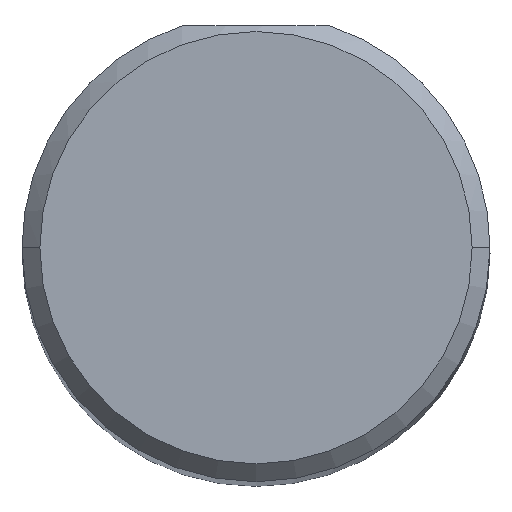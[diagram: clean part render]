
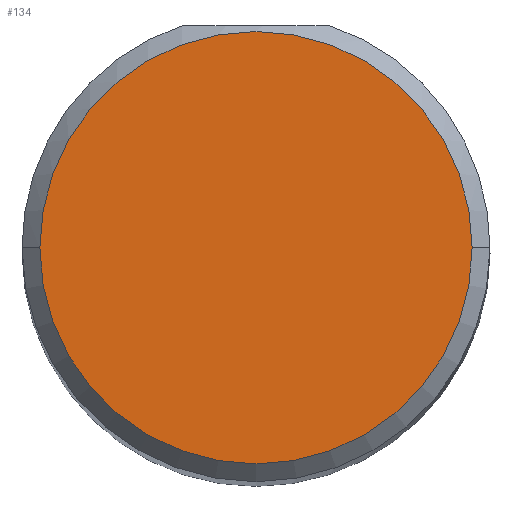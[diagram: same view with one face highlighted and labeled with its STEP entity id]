
A CAD part, top view. The second image highlights one B-rep face of the part: STEP entity #134.
In plain terms, the highlighted planar face has unit normal (0, 0, 1).
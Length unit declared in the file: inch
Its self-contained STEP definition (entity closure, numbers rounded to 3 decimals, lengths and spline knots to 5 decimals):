
#48 = AXIS2_PLACEMENT_3D ( 'NONE', #67, #368, #157 ) ;
#58 = DIRECTION ( 'NONE',  ( 1., 0., 0. ) ) ;
#67 = CARTESIAN_POINT ( 'NONE',  ( 0., 0., 2.83465 ) ) ;
#82 = EDGE_LOOP ( 'NONE', ( #502, #205 ) ) ;
#95 = DIRECTION ( 'NONE',  ( 0., 0., 1. ) ) ;
#109 = CIRCLE ( 'NONE', #411, 0.18185 ) ;
#112 = DIRECTION ( 'NONE',  ( 1., 0., 0. ) ) ;
#114 = CARTESIAN_POINT ( 'NONE',  ( 0., 0., 2.83465 ) ) ;
#131 = EDGE_CURVE ( 'NONE', #170, #514, #109, .T. ) ;
#134 = ADVANCED_FACE ( 'NONE', ( #402 ), #525, .T. ) ;
#157 = DIRECTION ( 'NONE',  ( 1., 0., 0. ) ) ;
#170 = VERTEX_POINT ( 'NONE', #405 ) ;
#174 = AXIS2_PLACEMENT_3D ( 'NONE', #396, #95, #58 ) ;
#205 = ORIENTED_EDGE ( 'NONE', *, *, #131, .T. ) ;
#226 = CARTESIAN_POINT ( 'NONE',  ( -0.18185, 0., 2.83465 ) ) ;
#368 = DIRECTION ( 'NONE',  ( 0., 0., 1. ) ) ;
#378 = EDGE_CURVE ( 'NONE', #514, #170, #413, .T. ) ;
#396 = CARTESIAN_POINT ( 'NONE',  ( 0., 0., 2.83465 ) ) ;
#402 = FACE_OUTER_BOUND ( 'NONE', #82, .T. ) ;
#405 = CARTESIAN_POINT ( 'NONE',  ( 0.18185, 0., 2.83465 ) ) ;
#411 = AXIS2_PLACEMENT_3D ( 'NONE', #114, #442, #112 ) ;
#413 = CIRCLE ( 'NONE', #174, 0.18185 ) ;
#442 = DIRECTION ( 'NONE',  ( 0., 0., 1. ) ) ;
#502 = ORIENTED_EDGE ( 'NONE', *, *, #378, .T. ) ;
#514 = VERTEX_POINT ( 'NONE', #226 ) ;
#525 = PLANE ( 'NONE',  #48 ) ;
